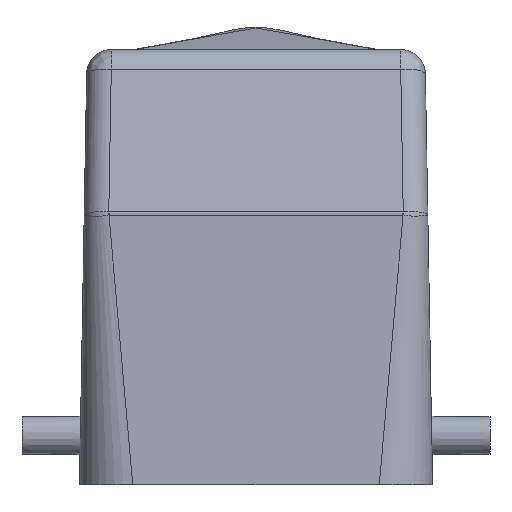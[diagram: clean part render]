
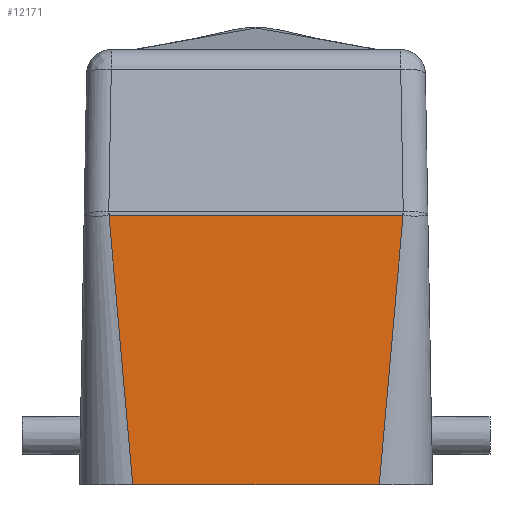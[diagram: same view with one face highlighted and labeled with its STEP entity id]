
A CAD part, left-side view. The second image highlights one B-rep face of the part: STEP entity #12171.
In plain terms, the highlighted planar face has unit normal (-1, 0, 0.018).
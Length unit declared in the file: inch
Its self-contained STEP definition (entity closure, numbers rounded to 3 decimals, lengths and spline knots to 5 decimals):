
#51 = DIRECTION ( 'NONE',  ( -1., 0., 0.017 ) ) ;
#55 = CARTESIAN_POINT ( 'NONE',  ( -0.4893, 0.70483, 1.28962 ) ) ;
#842 = CARTESIAN_POINT ( 'NONE',  ( -0.51181, -0.59106, 0. ) ) ;
#954 = CARTESIAN_POINT ( 'NONE',  ( -0.50049, -0.64829, 0.64872 ) ) ;
#1399 = DIRECTION ( 'NONE',  ( 0., 1., 0. ) ) ;
#1473 = AXIS2_PLACEMENT_3D ( 'NONE', #3203, #51, #5989 ) ;
#1943 = DIRECTION ( 'NONE',  ( -0.017, -0.088, -0.996 ) ) ;
#1986 = LINE ( 'NONE', #954, #6432 ) ;
#2574 = CARTESIAN_POINT ( 'NONE',  ( -0.4893, 0., 1.28962 ) ) ;
#2784 = LINE ( 'NONE', #11777, #4064 ) ;
#3203 = CARTESIAN_POINT ( 'NONE',  ( -0.51181, 0., 0. ) ) ;
#3625 = ORIENTED_EDGE ( 'NONE', *, *, #11570, .F. ) ;
#3985 = VECTOR ( 'NONE', #1399, 39.37008 ) ;
#4064 = VECTOR ( 'NONE', #1943, 39.37008 ) ;
#4080 = CARTESIAN_POINT ( 'NONE',  ( -0.51181, 0.59106, 0. ) ) ;
#4858 = VERTEX_POINT ( 'NONE', #4080 ) ;
#5989 = DIRECTION ( 'NONE',  ( 0.017, 0., 1. ) ) ;
#6432 = VECTOR ( 'NONE', #9883, 39.37008 ) ;
#6593 = VERTEX_POINT ( 'NONE', #10847 ) ;
#6619 = ORIENTED_EDGE ( 'NONE', *, *, #6675, .F. ) ;
#6675 = EDGE_CURVE ( 'NONE', #7018, #4858, #12132, .T. ) ;
#6921 = EDGE_LOOP ( 'NONE', ( #6619, #3625, #10069, #7252 ) ) ;
#7018 = VERTEX_POINT ( 'NONE', #842 ) ;
#7089 = VECTOR ( 'NONE', #8595, 39.37008 ) ;
#7144 = EDGE_CURVE ( 'NONE', #6593, #10018, #10649, .T. ) ;
#7252 = ORIENTED_EDGE ( 'NONE', *, *, #11174, .T. ) ;
#8595 = DIRECTION ( 'NONE',  ( 0., 1., 0. ) ) ;
#9883 = DIRECTION ( 'NONE',  ( -0.017, 0.088, -0.996 ) ) ;
#10018 = VERTEX_POINT ( 'NONE', #55 ) ;
#10069 = ORIENTED_EDGE ( 'NONE', *, *, #7144, .T. ) ;
#10649 = LINE ( 'NONE', #2574, #7089 ) ;
#10847 = CARTESIAN_POINT ( 'NONE',  ( -0.4893, -0.70483, 1.28962 ) ) ;
#11174 = EDGE_CURVE ( 'NONE', #10018, #4858, #2784, .T. ) ;
#11570 = EDGE_CURVE ( 'NONE', #6593, #7018, #1986, .T. ) ;
#11777 = CARTESIAN_POINT ( 'NONE',  ( -0.50049, 0.64829, 0.64872 ) ) ;
#11934 = FACE_OUTER_BOUND ( 'NONE', #6921, .T. ) ;
#12002 = CARTESIAN_POINT ( 'NONE',  ( -0.51181, 0., 0. ) ) ;
#12065 = PLANE ( 'NONE',  #1473 ) ;
#12132 = LINE ( 'NONE', #12002, #3985 ) ;
#12171 = ADVANCED_FACE ( 'NONE', ( #11934 ), #12065, .T. ) ;
